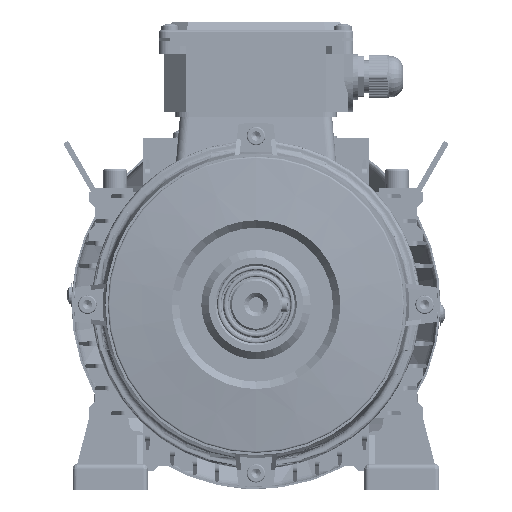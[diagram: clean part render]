
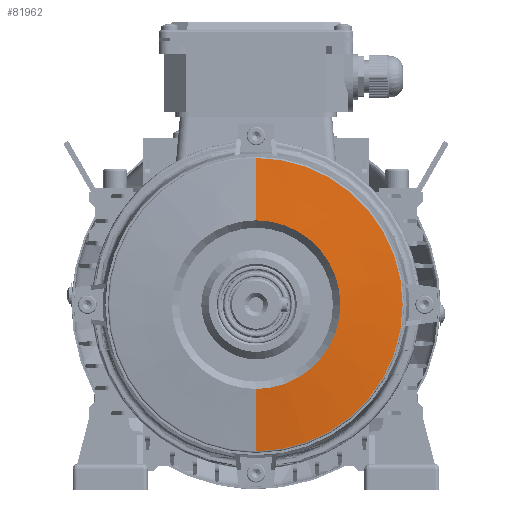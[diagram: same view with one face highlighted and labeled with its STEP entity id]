
A CAD part, front view. The second image highlights one B-rep face of the part: STEP entity #81962.
In plain terms, the highlighted conical face has half-angle 84 degrees and reference radius 79.105 mm.
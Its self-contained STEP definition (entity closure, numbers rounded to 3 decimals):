
#8322 = ORIENTED_EDGE ( 'NONE', *, *, #64772, .T. ) ;
#16106 = DIRECTION ( 'NONE',  ( 0., 0., -1. ) ) ;
#16736 = VERTEX_POINT ( 'NONE', #109451 ) ;
#20266 = LINE ( 'NONE', #116832, #95204 ) ;
#22181 = VERTEX_POINT ( 'NONE', #119294 ) ;
#22302 = EDGE_LOOP ( 'NONE', ( #110074, #33835, #8322, #32682 ) ) ;
#32682 = ORIENTED_EDGE ( 'NONE', *, *, #53771, .F. ) ;
#33835 = ORIENTED_EDGE ( 'NONE', *, *, #95058, .T. ) ;
#40922 = DIRECTION ( 'NONE',  ( 0., 0.105, -0.995 ) ) ;
#46549 = CIRCLE ( 'NONE', #138178, 79.105 ) ;
#51757 = DIRECTION ( 'NONE',  ( 0., 0.105, 0.995 ) ) ;
#53771 = EDGE_CURVE ( 'NONE', #102698, #92452, #20266, .T. ) ;
#64009 = DIRECTION ( 'NONE',  ( 0., 0., 1. ) ) ;
#64772 = EDGE_CURVE ( 'NONE', #22181, #92452, #46549, .T. ) ;
#64783 = CONICAL_SURFACE ( 'NONE', #112570, 79.105, 1.466 ) ;
#66959 = CARTESIAN_POINT ( 'NONE',  ( 0., -25.468, -79.105 ) ) ;
#67946 = EDGE_CURVE ( 'NONE', #16736, #102698, #110433, .T. ) ;
#70943 = FACE_OUTER_BOUND ( 'NONE', #22302, .T. ) ;
#79023 = CARTESIAN_POINT ( 'NONE',  ( 0., -25.468, 0. ) ) ;
#81962 = ADVANCED_FACE ( 'NONE', ( #70943 ), #64783, .T. ) ;
#84987 = VECTOR ( 'NONE', #40922, 1000. ) ;
#89450 = DIRECTION ( 'NONE',  ( 0., 1., 0. ) ) ;
#92452 = VERTEX_POINT ( 'NONE', #136636 ) ;
#93699 = DIRECTION ( 'NONE',  ( 0., -1., 0. ) ) ;
#95058 = EDGE_CURVE ( 'NONE', #16736, #22181, #101175, .T. ) ;
#95204 = VECTOR ( 'NONE', #51757, 1000. ) ;
#101175 = LINE ( 'NONE', #66959, #84987 ) ;
#102698 = VERTEX_POINT ( 'NONE', #133170 ) ;
#109451 = CARTESIAN_POINT ( 'NONE',  ( 0., -29., -45.5 ) ) ;
#110074 = ORIENTED_EDGE ( 'NONE', *, *, #67946, .F. ) ;
#110433 = CIRCLE ( 'NONE', #161177, 45.5 ) ;
#112570 = AXIS2_PLACEMENT_3D ( 'NONE', #140967, #89450, #64009 ) ;
#116832 = CARTESIAN_POINT ( 'NONE',  ( 0., -25.468, 79.105 ) ) ;
#119294 = CARTESIAN_POINT ( 'NONE',  ( 0., -25.468, -79.105 ) ) ;
#133170 = CARTESIAN_POINT ( 'NONE',  ( 0., -29., 45.5 ) ) ;
#136636 = CARTESIAN_POINT ( 'NONE',  ( 0., -25.468, 79.105 ) ) ;
#138178 = AXIS2_PLACEMENT_3D ( 'NONE', #79023, #93699, #16106 ) ;
#140361 = DIRECTION ( 'NONE',  ( 0., -1., 0. ) ) ;
#140967 = CARTESIAN_POINT ( 'NONE',  ( 0., -25.468, 0. ) ) ;
#153330 = DIRECTION ( 'NONE',  ( 0., 0., -1. ) ) ;
#161177 = AXIS2_PLACEMENT_3D ( 'NONE', #165783, #140361, #153330 ) ;
#165783 = CARTESIAN_POINT ( 'NONE',  ( 0., -29., 0. ) ) ;
